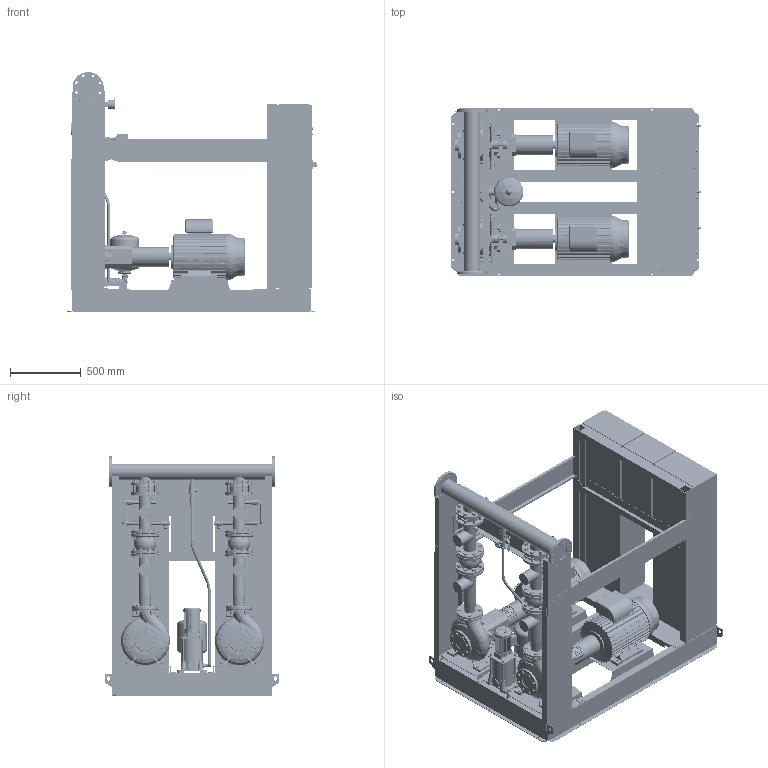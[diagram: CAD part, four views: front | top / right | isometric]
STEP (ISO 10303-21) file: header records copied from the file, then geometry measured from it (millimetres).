
FILE_DESCRIPTION((''),'2;1');
FILE_NAME('3d_Sifire-EN-65_200-185-18.5_18.5_0.55EEJ-4183956.stp','2015-05-25T14:41:25',(''),(''),'Mechanical Desktop 2009','Mechanical Desktop 2009',', , ');
FILE_SCHEMA(('CONFIG_CONTROL_DESIGN'));
Length unit declared in the file: millimetre
Products named in the file (1): Product
Bounding box: 1754.5 x 1230 x 1690 mm (x, y, z)
Volume: 509641261.2 mm3; surface area: 33058214.6 mm2
Topology: 295 solids, 295 shells, 6948 faces, 16697 edges, 10519 vertices
Faces by surface type: plane 2447, bspline 2148, cylinder 1357, cone 812, torus 148, sphere 36
Entity records: 221394 total; most frequent: CARTESIAN_POINT 70211, ORIENTED_EDGE 33334, DIRECTION 28677, EDGE_CURVE 16667, VERTEX_POINT 10517, AXIS2_PLACEMENT_3D 10116, VECTOR 8445, LINE 8445
